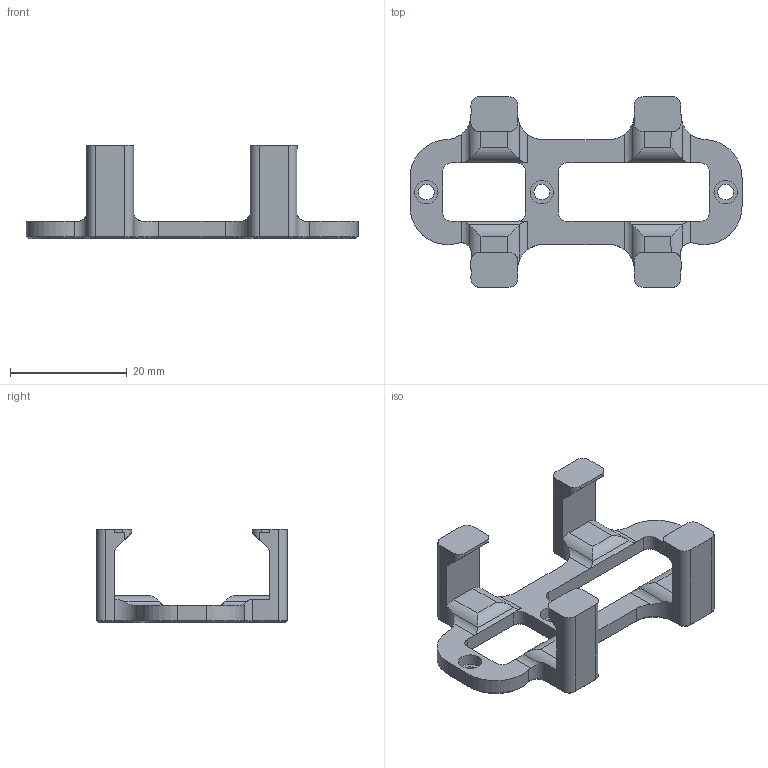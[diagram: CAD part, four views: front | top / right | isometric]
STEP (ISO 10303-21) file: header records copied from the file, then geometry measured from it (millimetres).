
FILE_DESCRIPTION(/* description */ (''),/* implementation_level */ '2;1');
FILE_SCHEMA (('AUTOMOTIVE_DESIGN { 1 0 10303 214 3 1 1 }'));
Length unit declared in the file: millimetre
Products named in the file (1): voyager_gtx_din_mount_universal
Bounding box: 56.9 x 32.7 x 16.1 mm (x, y, z)
Volume: 4234.9 mm3; surface area: 3846.7 mm2
Topology: 1 solids, 1 shells, 193 faces, 505 edges, 315 vertices
Faces by surface type: plane 96, cylinder 66, cone 31
Full cylindrical faces by diameter (mm): 2.7 x3, 4 x3
Entity records: 6077 total; most frequent: CARTESIAN_POINT 1246, ORIENTED_EDGE 1010, DIRECTION 995, EDGE_CURVE 505, LINE 335, VECTOR 335, AXIS2_PLACEMENT_3D 330, VERTEX_POINT 315
